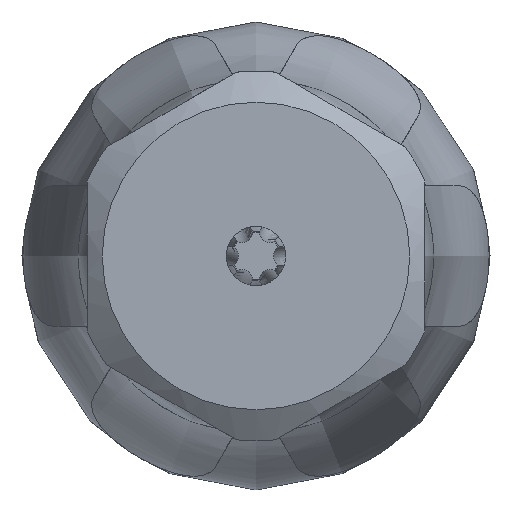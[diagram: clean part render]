
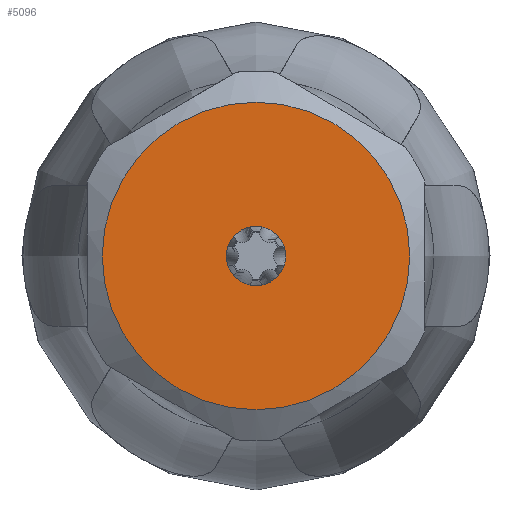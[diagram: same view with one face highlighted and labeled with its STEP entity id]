
A CAD part, front view. The second image highlights one B-rep face of the part: STEP entity #5096.
In plain terms, the highlighted planar face has unit normal (0, -1, 0).
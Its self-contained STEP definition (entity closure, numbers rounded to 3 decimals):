
#123=CIRCLE('',#5386,10.4);
#377=FACE_OUTER_BOUND('',#661,.T.);
#661=EDGE_LOOP('',(#4027));
#2103=VERTEX_POINT('',#17813);
#2787=EDGE_CURVE('',#2103,#2103,#123,.T.);
#4027=ORIENTED_EDGE('',*,*,#2787,.F.);
#4870=PLANE('',#5385);
#5096=ADVANCED_FACE('',(#377),#4870,.T.);
#5385=AXIS2_PLACEMENT_3D('',#17812,#5968,#5969);
#5386=AXIS2_PLACEMENT_3D('',#17814,#5970,#5971);
#5968=DIRECTION('center_axis',(0.,-1.,0.));
#5969=DIRECTION('ref_axis',(0.,0.,-1.));
#5970=DIRECTION('center_axis',(0.,1.,0.));
#5971=DIRECTION('ref_axis',(1.,0.,0.));
#17812=CARTESIAN_POINT('Origin',(0.,0.,10.4));
#17813=CARTESIAN_POINT('',(0.,0.,-10.4));
#17814=CARTESIAN_POINT('Origin',(0.,0.,0.));
